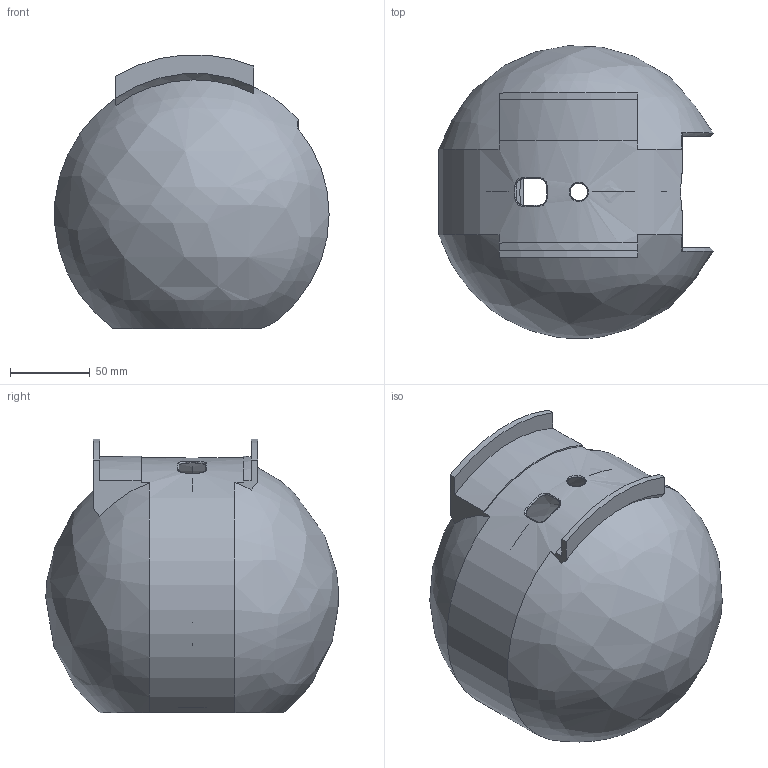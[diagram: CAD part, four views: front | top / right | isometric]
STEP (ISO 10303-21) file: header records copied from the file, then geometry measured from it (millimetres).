
FILE_DESCRIPTION(/* description */ ('STEP AP242','CAx-IF Rec.Pracs.---Representation and Presentation of Product Manufacturing Information (PMI)---4.0---2014-10-13','CAx-IF Rec.Pracs.---3D Tessellated Geometry---0.4---2014-09-14','2;1'),/* implementation_level */ '2;1');
FILE_NAME(/* name */ '66fd81450cfcd85cc155aba4',/* time_stamp */ '2024-10-02T17:22:14Z',/* author */ (''),/* organization */ (''),/* preprocessor_version */ 'ST-DEVELOPER v20',/* originating_system */ ' ',/* authorisation */ ' ');
FILE_SCHEMA (('AP242_MANAGED_MODEL_BASED_3D_ENGINEERING_MIM_LF { 1 0 10303 442 1 1 4 }'));
Length unit declared in the file: metre
Products named in the file (1): ScanDome v1.2
Bounding box: 171.91 x 183.33 x 171.66 mm (x, y, z)
Volume: 408631.8 mm3; surface area: 172080.4 mm2
Topology: 1 solids, 1 shells, 61 faces, 192 edges, 131 vertices
Faces by surface type: bspline 61
Entity records: 4515 total; most frequent: CARTESIAN_POINT 3109, ORIENTED_EDGE 384, EDGE_CURVE 192, DIRECTION 173, VERTEX_POINT 131, B_SPLINE_CURVE_WITH_KNOTS 82, AXIS2_PLACEMENT_3D 71, CIRCLE 70
